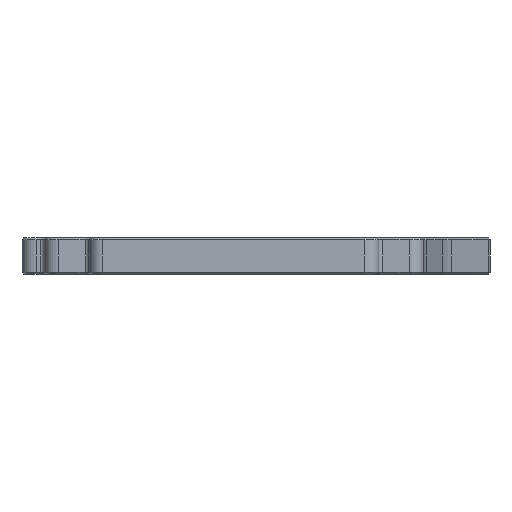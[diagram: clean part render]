
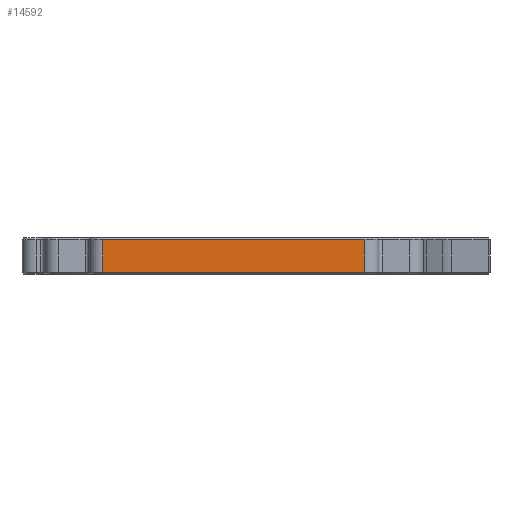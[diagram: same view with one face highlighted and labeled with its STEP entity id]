
A CAD part, left-side view. The second image highlights one B-rep face of the part: STEP entity #14592.
In plain terms, the highlighted planar face has unit normal (-1, 0, 0).
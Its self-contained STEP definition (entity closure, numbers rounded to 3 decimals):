
#13343 = VERTEX_POINT('',#13344);
#13344 = CARTESIAN_POINT('',(-21.5,66.,0.4));
#13368 = VERTEX_POINT('',#13369);
#13369 = CARTESIAN_POINT('',(-21.5,10.,0.4));
#13377 = EDGE_CURVE('',#13368,#13343,#13378,.T.);
#13378 = LINE('',#13379,#13380);
#13379 = CARTESIAN_POINT('',(-21.5,10.,0.4));
#13380 = VECTOR('',#13381,1.);
#13381 = DIRECTION('',(0.,1.,0.));
#14571 = EDGE_CURVE('',#13343,#14572,#14574,.T.);
#14572 = VERTEX_POINT('',#14573);
#14573 = CARTESIAN_POINT('',(-21.5,66.,7.4));
#14574 = LINE('',#14575,#14576);
#14575 = CARTESIAN_POINT('',(-21.5,66.,0.));
#14576 = VECTOR('',#14577,1.);
#14577 = DIRECTION('',(0.,0.,1.));
#14592 = ADVANCED_FACE('',(#14593),#14611,.F.);
#14593 = FACE_BOUND('',#14594,.F.);
#14594 = EDGE_LOOP('',(#14595,#14603,#14604,#14605));
#14595 = ORIENTED_EDGE('',*,*,#14596,.F.);
#14596 = EDGE_CURVE('',#13368,#14597,#14599,.T.);
#14597 = VERTEX_POINT('',#14598);
#14598 = CARTESIAN_POINT('',(-21.5,10.,7.4));
#14599 = LINE('',#14600,#14601);
#14600 = CARTESIAN_POINT('',(-21.5,10.,0.));
#14601 = VECTOR('',#14602,1.);
#14602 = DIRECTION('',(0.,0.,1.));
#14603 = ORIENTED_EDGE('',*,*,#13377,.T.);
#14604 = ORIENTED_EDGE('',*,*,#14571,.T.);
#14605 = ORIENTED_EDGE('',*,*,#14606,.F.);
#14606 = EDGE_CURVE('',#14597,#14572,#14607,.T.);
#14607 = LINE('',#14608,#14609);
#14608 = CARTESIAN_POINT('',(-21.5,10.,7.4));
#14609 = VECTOR('',#14610,1.);
#14610 = DIRECTION('',(0.,1.,0.));
#14611 = PLANE('',#14612);
#14612 = AXIS2_PLACEMENT_3D('',#14613,#14614,#14615);
#14613 = CARTESIAN_POINT('',(-21.5,66.,0.));
#14614 = DIRECTION('',(1.,0.,0.));
#14615 = DIRECTION('',(0.,-1.,0.));
